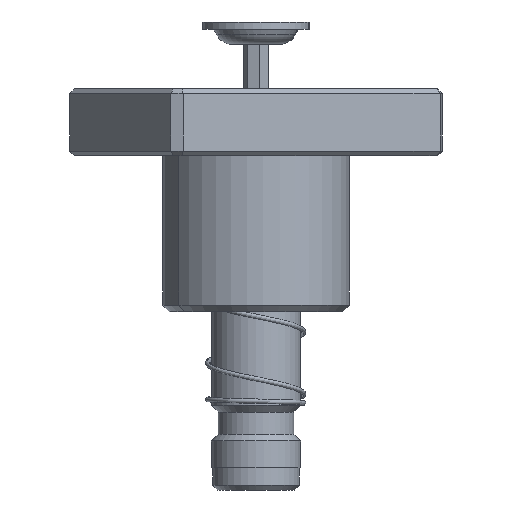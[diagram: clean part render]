
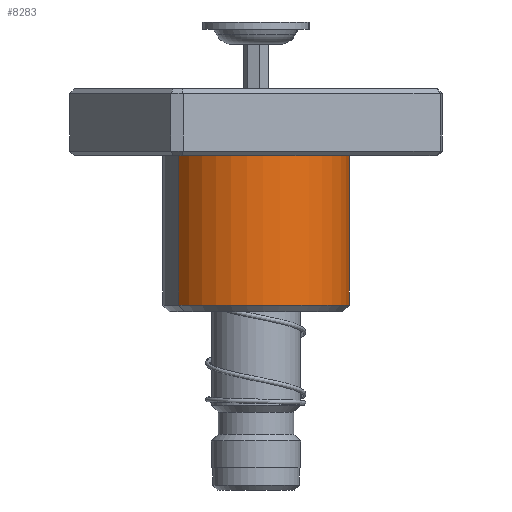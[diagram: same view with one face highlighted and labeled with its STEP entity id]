
A CAD part, front view. The second image highlights one B-rep face of the part: STEP entity #8283.
In plain terms, the highlighted cylindrical face has radius 21 mm (diameter 42 mm), a partial arc.
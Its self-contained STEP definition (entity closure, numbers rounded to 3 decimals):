
#530 = ORIENTED_EDGE ( 'NONE', *, *, #1905, .T. ) ;
#1279 = CIRCLE ( 'NONE', #7578, 21. ) ;
#1490 = VERTEX_POINT ( 'NONE', #17663 ) ;
#1905 = EDGE_CURVE ( 'NONE', #11096, #12507, #13941, .T. ) ;
#2396 = AXIS2_PLACEMENT_3D ( 'NONE', #12321, #4157, #20489 ) ;
#3155 = DIRECTION ( 'NONE',  ( 0., 0., -1. ) ) ;
#4157 = DIRECTION ( 'NONE',  ( 0., 0., -1. ) ) ;
#4578 = VERTEX_POINT ( 'NONE', #7863 ) ;
#4701 = DIRECTION ( 'NONE',  ( 1., 0., 0. ) ) ;
#4979 = CARTESIAN_POINT ( 'NONE',  ( -21., 0., 48.5 ) ) ;
#5299 = VECTOR ( 'NONE', #20770, 1000. ) ;
#5488 = CARTESIAN_POINT ( 'NONE',  ( -21., 0., 15. ) ) ;
#6580 = CARTESIAN_POINT ( 'NONE',  ( 21., 0., 48.5 ) ) ;
#6668 = EDGE_CURVE ( 'NONE', #1490, #4578, #1279, .T. ) ;
#6697 = VECTOR ( 'NONE', #16799, 1000. ) ;
#6940 = CARTESIAN_POINT ( 'NONE',  ( 0., 0., 50. ) ) ;
#7578 = AXIS2_PLACEMENT_3D ( 'NONE', #11143, #19678, #17568 ) ;
#7863 = CARTESIAN_POINT ( 'NONE',  ( 21., 0., 15. ) ) ;
#8040 = EDGE_CURVE ( 'NONE', #12237, #11096, #24810, .T. ) ;
#8283 = ADVANCED_FACE ( 'NONE', ( #11909 ), #22295, .T. ) ;
#9021 = EDGE_CURVE ( 'NONE', #12237, #4578, #25092, .T. ) ;
#10791 = CARTESIAN_POINT ( 'NONE',  ( -21., 0., 50. ) ) ;
#11096 = VERTEX_POINT ( 'NONE', #4979 ) ;
#11143 = CARTESIAN_POINT ( 'NONE',  ( 0., 0., 15. ) ) ;
#11909 = FACE_OUTER_BOUND ( 'NONE', #14872, .T. ) ;
#12237 = VERTEX_POINT ( 'NONE', #6580 ) ;
#12321 = CARTESIAN_POINT ( 'NONE',  ( 0., 0., 48.5 ) ) ;
#12336 = CARTESIAN_POINT ( 'NONE',  ( 21., 0., 50. ) ) ;
#12507 = VERTEX_POINT ( 'NONE', #5488 ) ;
#13012 = ORIENTED_EDGE ( 'NONE', *, *, #8040, .T. ) ;
#13941 = LINE ( 'NONE', #10791, #6697 ) ;
#14872 = EDGE_LOOP ( 'NONE', ( #25861, #13012, #530, #21534, #16300 ) ) ;
#15274 = EDGE_CURVE ( 'NONE', #12507, #1490, #19927, .T. ) ;
#16300 = ORIENTED_EDGE ( 'NONE', *, *, #6668, .T. ) ;
#16799 = DIRECTION ( 'NONE',  ( 0., 0., -1. ) ) ;
#16857 = CARTESIAN_POINT ( 'NONE',  ( 0., 0., 15. ) ) ;
#17568 = DIRECTION ( 'NONE',  ( 1., 0., 0. ) ) ;
#17663 = CARTESIAN_POINT ( 'NONE',  ( 0., -21., 15. ) ) ;
#19209 = AXIS2_PLACEMENT_3D ( 'NONE', #16857, #20521, #4701 ) ;
#19678 = DIRECTION ( 'NONE',  ( 0., 0., 1. ) ) ;
#19927 = CIRCLE ( 'NONE', #19209, 21. ) ;
#20409 = AXIS2_PLACEMENT_3D ( 'NONE', #6940, #3155, #25191 ) ;
#20489 = DIRECTION ( 'NONE',  ( 1., 0., 0. ) ) ;
#20521 = DIRECTION ( 'NONE',  ( 0., 0., 1. ) ) ;
#20770 = DIRECTION ( 'NONE',  ( 0., 0., -1. ) ) ;
#21534 = ORIENTED_EDGE ( 'NONE', *, *, #15274, .T. ) ;
#22295 = CYLINDRICAL_SURFACE ( 'NONE', #20409, 21. ) ;
#24810 = CIRCLE ( 'NONE', #2396, 21. ) ;
#25092 = LINE ( 'NONE', #12336, #5299 ) ;
#25191 = DIRECTION ( 'NONE',  ( -1., 0., 0. ) ) ;
#25861 = ORIENTED_EDGE ( 'NONE', *, *, #9021, .F. ) ;
